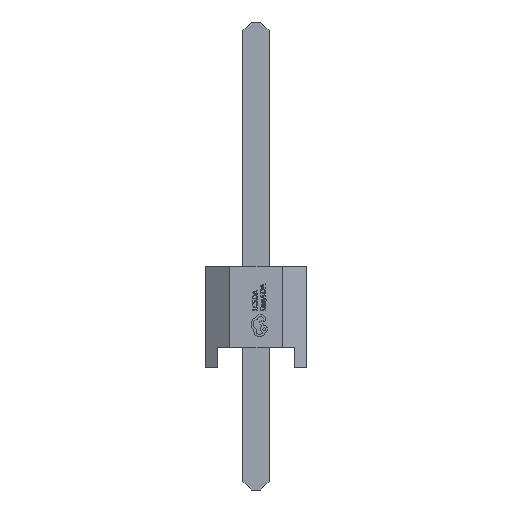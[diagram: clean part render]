
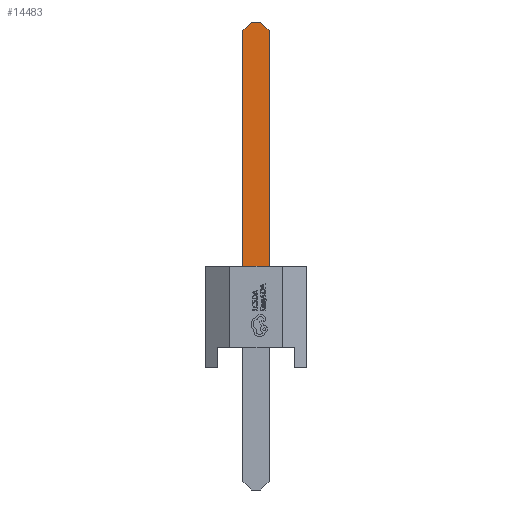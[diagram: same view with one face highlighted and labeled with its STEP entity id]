
A CAD part, left-side view. The second image highlights one B-rep face of the part: STEP entity #14483.
In plain terms, the highlighted planar face has unit normal (-1, 0, 0).
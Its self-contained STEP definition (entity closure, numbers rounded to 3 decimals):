
#555=FACE_OUTER_BOUND('',#1363,.T.);
#1363=EDGE_LOOP('',(#10300,#10301,#10302,#10303,#10304,#10305));
#2834=LINE('',#21344,#4676);
#2868=LINE('',#21411,#4710);
#2872=LINE('',#21419,#4714);
#2874=LINE('',#21423,#4716);
#2875=LINE('',#21425,#4717);
#2876=LINE('',#21426,#4718);
#4676=VECTOR('',#16993,1.);
#4710=VECTOR('',#17069,1.);
#4714=VECTOR('',#17075,1.);
#4716=VECTOR('',#17079,1.);
#4717=VECTOR('',#17080,1.);
#4718=VECTOR('',#17081,1.);
#6468=VERTEX_POINT('',#21340);
#6470=VERTEX_POINT('',#21343);
#6482=VERTEX_POINT('',#21410);
#6485=VERTEX_POINT('',#21418);
#6486=VERTEX_POINT('',#21422);
#6487=VERTEX_POINT('',#21424);
#7988=EDGE_CURVE('',#6468,#6470,#2834,.T.);
#8022=EDGE_CURVE('',#6468,#6482,#2868,.T.);
#8026=EDGE_CURVE('',#6485,#6470,#2872,.T.);
#8028=EDGE_CURVE('',#6482,#6486,#2874,.T.);
#8029=EDGE_CURVE('',#6486,#6487,#2875,.T.);
#8030=EDGE_CURVE('',#6487,#6485,#2876,.T.);
#10300=ORIENTED_EDGE('',*,*,#7988,.F.);
#10301=ORIENTED_EDGE('',*,*,#8022,.T.);
#10302=ORIENTED_EDGE('',*,*,#8028,.T.);
#10303=ORIENTED_EDGE('',*,*,#8029,.T.);
#10304=ORIENTED_EDGE('',*,*,#8030,.T.);
#10305=ORIENTED_EDGE('',*,*,#8026,.T.);
#13399=PLANE('',#15298);
#14483=ADVANCED_FACE('',(#555),#13399,.T.);
#15298=AXIS2_PLACEMENT_3D('',#21421,#17077,#17078);
#16993=DIRECTION('',(0.,1.,0.));
#17069=DIRECTION('',(0.,0.,1.));
#17075=DIRECTION('',(0.,0.,-1.));
#17077=DIRECTION('center_axis',(-1.,0.,0.));
#17078=DIRECTION('ref_axis',(0.,0.,1.));
#17079=DIRECTION('',(0.,0.707,0.707));
#17080=DIRECTION('',(0.,1.,0.));
#17081=DIRECTION('',(0.,0.707,-0.707));
#21340=CARTESIAN_POINT('',(-21.91,-0.32,2.5));
#21343=CARTESIAN_POINT('',(-21.91,0.32,2.5));
#21344=CARTESIAN_POINT('',(-21.91,0.,2.5));
#21410=CARTESIAN_POINT('',(-21.91,-0.32,8.3));
#21411=CARTESIAN_POINT('',(-21.91,-0.32,-2.8));
#21418=CARTESIAN_POINT('',(-21.91,0.32,8.3));
#21419=CARTESIAN_POINT('',(-21.91,0.32,-2.8));
#21421=CARTESIAN_POINT('Origin',(-21.91,0.,0.));
#21422=CARTESIAN_POINT('',(-21.91,-0.12,8.5));
#21423=CARTESIAN_POINT('',(-21.91,-0.32,8.3));
#21424=CARTESIAN_POINT('',(-21.91,0.12,8.5));
#21425=CARTESIAN_POINT('',(-21.91,0.12,8.5));
#21426=CARTESIAN_POINT('',(-21.91,0.32,8.3));
